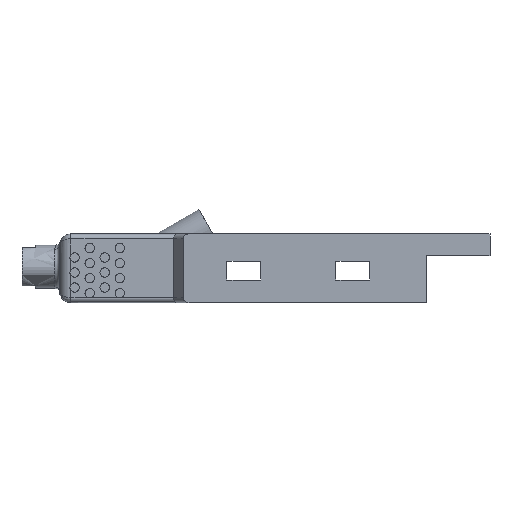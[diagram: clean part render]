
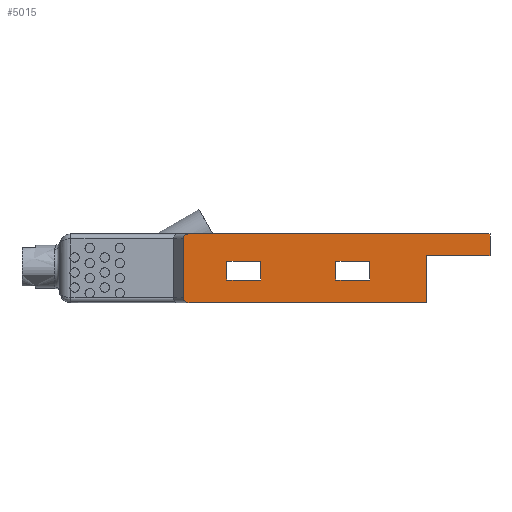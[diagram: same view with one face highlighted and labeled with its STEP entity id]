
A CAD part, front view. The second image highlights one B-rep face of the part: STEP entity #5015.
In plain terms, the highlighted planar face has unit normal (0, -1, 0).
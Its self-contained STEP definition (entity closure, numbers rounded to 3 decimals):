
#130=FACE_BOUND('',#1656,.T.);
#131=FACE_BOUND('',#1657,.T.);
#172=PLANE('',#5426);
#304=ELLIPSE('',#5424,0.307,0.25);
#305=ELLIPSE('',#5427,0.307,0.25);
#431=LINE('',#8442,#810);
#474=LINE('',#8891,#853);
#502=LINE('',#9039,#881);
#503=LINE('',#9042,#882);
#504=LINE('',#9044,#883);
#505=LINE('',#9045,#884);
#506=LINE('',#9048,#885);
#507=LINE('',#9050,#886);
#508=LINE('',#9052,#887);
#509=LINE('',#9053,#888);
#510=LINE('',#9056,#889);
#511=LINE('',#9058,#890);
#512=LINE('',#9060,#891);
#513=LINE('',#9061,#892);
#810=VECTOR('',#5897,10.);
#853=VECTOR('',#6106,10.);
#881=VECTOR('',#6268,10.);
#882=VECTOR('',#6271,10.);
#883=VECTOR('',#6272,10.);
#884=VECTOR('',#6273,10.);
#885=VECTOR('',#6274,10.);
#886=VECTOR('',#6275,10.);
#887=VECTOR('',#6276,10.);
#888=VECTOR('',#6277,10.);
#889=VECTOR('',#6278,10.);
#890=VECTOR('',#6279,10.);
#891=VECTOR('',#6280,10.);
#892=VECTOR('',#6281,10.);
#1287=FACE_OUTER_BOUND('',#1655,.T.);
#1655=EDGE_LOOP('',(#4097,#4098,#4099,#4100,#4101,#4102,#4103,#4104));
#1656=EDGE_LOOP('',(#4105,#4106,#4107,#4108));
#1657=EDGE_LOOP('',(#4109,#4110,#4111,#4112));
#2335=VERTEX_POINT('',#8439);
#2336=VERTEX_POINT('',#8441);
#2439=VERTEX_POINT('',#8888);
#2440=VERTEX_POINT('',#8890);
#2492=VERTEX_POINT('',#9033);
#2493=VERTEX_POINT('',#9038);
#2494=VERTEX_POINT('',#9041);
#2495=VERTEX_POINT('',#9043);
#2496=VERTEX_POINT('',#9046);
#2497=VERTEX_POINT('',#9047);
#2498=VERTEX_POINT('',#9049);
#2499=VERTEX_POINT('',#9051);
#2500=VERTEX_POINT('',#9054);
#2501=VERTEX_POINT('',#9055);
#2502=VERTEX_POINT('',#9057);
#2503=VERTEX_POINT('',#9059);
#2878=EDGE_CURVE('',#2335,#2336,#431,.T.);
#3012=EDGE_CURVE('',#2440,#2439,#474,.T.);
#3087=EDGE_CURVE('',#2492,#2335,#304,.T.);
#3088=EDGE_CURVE('',#2493,#2492,#502,.F.);
#3089=EDGE_CURVE('',#2440,#2493,#305,.T.);
#3090=EDGE_CURVE('',#2439,#2494,#503,.F.);
#3091=EDGE_CURVE('',#2494,#2495,#504,.T.);
#3092=EDGE_CURVE('',#2495,#2336,#505,.T.);
#3093=EDGE_CURVE('',#2496,#2497,#506,.F.);
#3094=EDGE_CURVE('',#2497,#2498,#507,.F.);
#3095=EDGE_CURVE('',#2498,#2499,#508,.F.);
#3096=EDGE_CURVE('',#2499,#2496,#509,.F.);
#3097=EDGE_CURVE('',#2500,#2501,#510,.F.);
#3098=EDGE_CURVE('',#2501,#2502,#511,.F.);
#3099=EDGE_CURVE('',#2502,#2503,#512,.F.);
#3100=EDGE_CURVE('',#2503,#2500,#513,.F.);
#4097=ORIENTED_EDGE('',*,*,#3087,.F.);
#4098=ORIENTED_EDGE('',*,*,#3088,.F.);
#4099=ORIENTED_EDGE('',*,*,#3089,.F.);
#4100=ORIENTED_EDGE('',*,*,#3012,.T.);
#4101=ORIENTED_EDGE('',*,*,#3090,.T.);
#4102=ORIENTED_EDGE('',*,*,#3091,.T.);
#4103=ORIENTED_EDGE('',*,*,#3092,.T.);
#4104=ORIENTED_EDGE('',*,*,#2878,.F.);
#4105=ORIENTED_EDGE('',*,*,#3093,.T.);
#4106=ORIENTED_EDGE('',*,*,#3094,.T.);
#4107=ORIENTED_EDGE('',*,*,#3095,.T.);
#4108=ORIENTED_EDGE('',*,*,#3096,.T.);
#4109=ORIENTED_EDGE('',*,*,#3097,.T.);
#4110=ORIENTED_EDGE('',*,*,#3098,.T.);
#4111=ORIENTED_EDGE('',*,*,#3099,.T.);
#4112=ORIENTED_EDGE('',*,*,#3100,.T.);
#5015=ADVANCED_FACE('',(#1287,#130,#131),#172,.T.);
#5424=AXIS2_PLACEMENT_3D('',#9035,#6262,#6263);
#5426=AXIS2_PLACEMENT_3D('',#9037,#6266,#6267);
#5427=AXIS2_PLACEMENT_3D('',#9040,#6269,#6270);
#5897=DIRECTION('',(1.,0.,0.));
#6106=DIRECTION('',(1.,0.,0.));
#6262=DIRECTION('center_axis',(0.,1.,0.));
#6263=DIRECTION('ref_axis',(-1.,0.,0.));
#6266=DIRECTION('center_axis',(0.,-1.,0.));
#6267=DIRECTION('ref_axis',(0.,0.,1.));
#6268=DIRECTION('',(0.,0.,-1.));
#6269=DIRECTION('center_axis',(0.,1.,0.));
#6270=DIRECTION('ref_axis',(-1.,0.,0.));
#6271=DIRECTION('',(0.,0.,-1.));
#6272=DIRECTION('',(1.,0.,0.));
#6273=DIRECTION('',(0.,0.,1.));
#6274=DIRECTION('',(0.,0.,-1.));
#6275=DIRECTION('',(-1.,0.,0.));
#6276=DIRECTION('',(0.,0.,1.));
#6277=DIRECTION('',(1.,0.,0.));
#6278=DIRECTION('',(0.,0.,-1.));
#6279=DIRECTION('',(-1.,0.,0.));
#6280=DIRECTION('',(0.,0.,1.));
#6281=DIRECTION('',(1.,0.,0.));
#8439=CARTESIAN_POINT('',(-16.014,-0.637,-0.085));
#8441=CARTESIAN_POINT('',(0.,-0.637,-0.085));
#8442=CARTESIAN_POINT('',(-7.5,-0.637,-0.085));
#8888=CARTESIAN_POINT('',(-3.4,-0.637,-3.735));
#8890=CARTESIAN_POINT('',(-16.014,-0.637,-3.735));
#8891=CARTESIAN_POINT('',(-15.,-0.637,-3.735));
#9033=CARTESIAN_POINT('',(-16.321,-0.637,-0.335));
#9035=CARTESIAN_POINT('Origin',(-16.014,-0.637,-0.335));
#9037=CARTESIAN_POINT('Origin',(-15.,-0.637,-3.735));
#9038=CARTESIAN_POINT('',(-16.321,-0.637,-3.485));
#9039=CARTESIAN_POINT('',(-16.321,-0.637,-3.735));
#9040=CARTESIAN_POINT('Origin',(-16.014,-0.637,-3.485));
#9041=CARTESIAN_POINT('',(-3.4,-0.637,-1.235));
#9042=CARTESIAN_POINT('',(-3.4,-0.637,-2.485));
#9043=CARTESIAN_POINT('',(0.,-0.637,-1.235));
#9044=CARTESIAN_POINT('',(-7.5,-0.637,-1.235));
#9045=CARTESIAN_POINT('',(0.,-0.637,-2.26));
#9046=CARTESIAN_POINT('',(-14.,-0.637,-2.535));
#9047=CARTESIAN_POINT('',(-14.,-0.637,-1.535));
#9048=CARTESIAN_POINT('',(-14.,-0.637,-2.635));
#9049=CARTESIAN_POINT('',(-12.2,-0.637,-1.535));
#9050=CARTESIAN_POINT('',(-13.6,-0.637,-1.535));
#9051=CARTESIAN_POINT('',(-12.2,-0.637,-2.535));
#9052=CARTESIAN_POINT('',(-12.2,-0.637,-3.135));
#9053=CARTESIAN_POINT('',(-14.5,-0.637,-2.535));
#9054=CARTESIAN_POINT('',(-8.2,-0.637,-2.535));
#9055=CARTESIAN_POINT('',(-8.2,-0.637,-1.535));
#9056=CARTESIAN_POINT('',(-8.2,-0.637,-2.635));
#9057=CARTESIAN_POINT('',(-6.4,-0.637,-1.535));
#9058=CARTESIAN_POINT('',(-10.7,-0.637,-1.535));
#9059=CARTESIAN_POINT('',(-6.4,-0.637,-2.535));
#9060=CARTESIAN_POINT('',(-6.4,-0.637,-3.135));
#9061=CARTESIAN_POINT('',(-11.6,-0.637,-2.535));
